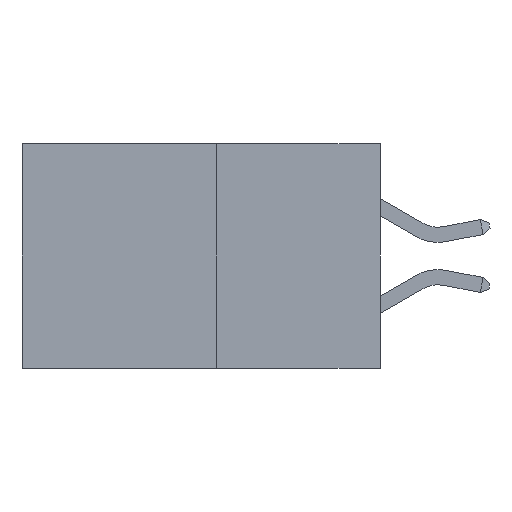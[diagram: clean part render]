
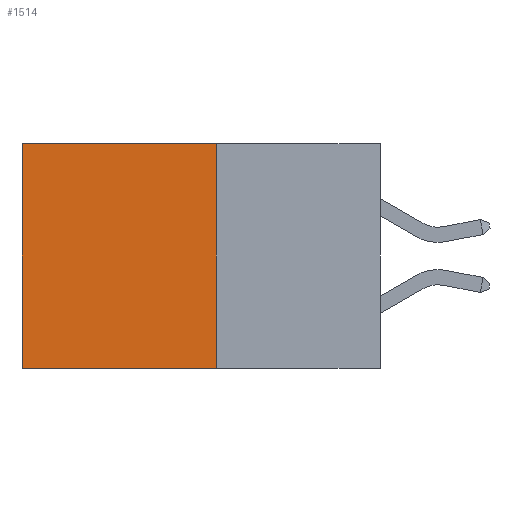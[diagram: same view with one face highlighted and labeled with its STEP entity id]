
A CAD part, left-side view. The second image highlights one B-rep face of the part: STEP entity #1514.
In plain terms, the highlighted planar face has unit normal (-1, 0, 0).
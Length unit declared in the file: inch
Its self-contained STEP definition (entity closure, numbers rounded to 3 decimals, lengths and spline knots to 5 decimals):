
#563 = CARTESIAN_POINT ( 'NONE',  ( 0.277, 0.59, 0. ) ) ;
#1045 = VERTEX_POINT ( 'NONE', #1351 ) ;
#1063 = DIRECTION ( 'NONE',  ( 1., 0., 0. ) ) ;
#1229 = EDGE_CURVE ( 'NONE', #7040, #5693, #7282, .T. ) ;
#1317 = FACE_OUTER_BOUND ( 'NONE', #8079, .T. ) ;
#1351 = CARTESIAN_POINT ( 'NONE',  ( 0.277, 0.59, -0.37 ) ) ;
#1514 = ADVANCED_FACE ( 'NONE', ( #1317 ), #2591, .F. ) ;
#1548 = CARTESIAN_POINT ( 'NONE',  ( 0.277, 0.59, -0.37 ) ) ;
#1830 = CARTESIAN_POINT ( 'NONE',  ( 0.277, 0.27, -0.37 ) ) ;
#2282 = VERTEX_POINT ( 'NONE', #563 ) ;
#2336 = EDGE_CURVE ( 'NONE', #7040, #2282, #3657, .T. ) ;
#2547 = DIRECTION ( 'NONE',  ( 0., 0., -1. ) ) ;
#2591 = PLANE ( 'NONE',  #6682 ) ;
#3002 = ORIENTED_EDGE ( 'NONE', *, *, #9107, .T. ) ;
#3390 = CARTESIAN_POINT ( 'NONE',  ( 0.277, 0.27, -0.37 ) ) ;
#3594 = ORIENTED_EDGE ( 'NONE', *, *, #2336, .T. ) ;
#3657 = LINE ( 'NONE', #5825, #7362 ) ;
#3949 = DIRECTION ( 'NONE',  ( 0., 1., 0. ) ) ;
#4112 = DIRECTION ( 'NONE',  ( 0., 1., 0. ) ) ;
#4444 = LINE ( 'NONE', #3390, #6324 ) ;
#4582 = DIRECTION ( 'NONE',  ( 0., 0., -1. ) ) ;
#4691 = LINE ( 'NONE', #1548, #6566 ) ;
#5084 = EDGE_CURVE ( 'NONE', #5693, #1045, #4444, .T. ) ;
#5693 = VERTEX_POINT ( 'NONE', #8176 ) ;
#5825 = CARTESIAN_POINT ( 'NONE',  ( 0.277, 0.27, 0. ) ) ;
#6324 = VECTOR ( 'NONE', #4112, 39.37008 ) ;
#6566 = VECTOR ( 'NONE', #7195, 39.37008 ) ;
#6682 = AXIS2_PLACEMENT_3D ( 'NONE', #1830, #1063, #2547 ) ;
#6684 = ORIENTED_EDGE ( 'NONE', *, *, #5084, .F. ) ;
#6877 = ORIENTED_EDGE ( 'NONE', *, *, #1229, .F. ) ;
#7040 = VERTEX_POINT ( 'NONE', #8349 ) ;
#7195 = DIRECTION ( 'NONE',  ( 0., 0., -1. ) ) ;
#7282 = LINE ( 'NONE', #8234, #8908 ) ;
#7362 = VECTOR ( 'NONE', #3949, 39.37008 ) ;
#8079 = EDGE_LOOP ( 'NONE', ( #3002, #6684, #6877, #3594 ) ) ;
#8176 = CARTESIAN_POINT ( 'NONE',  ( 0.277, 0.27, -0.37 ) ) ;
#8234 = CARTESIAN_POINT ( 'NONE',  ( 0.277, 0.27, -0.37 ) ) ;
#8349 = CARTESIAN_POINT ( 'NONE',  ( 0.277, 0.27, 0. ) ) ;
#8908 = VECTOR ( 'NONE', #4582, 39.37008 ) ;
#9107 = EDGE_CURVE ( 'NONE', #2282, #1045, #4691, .T. ) ;
